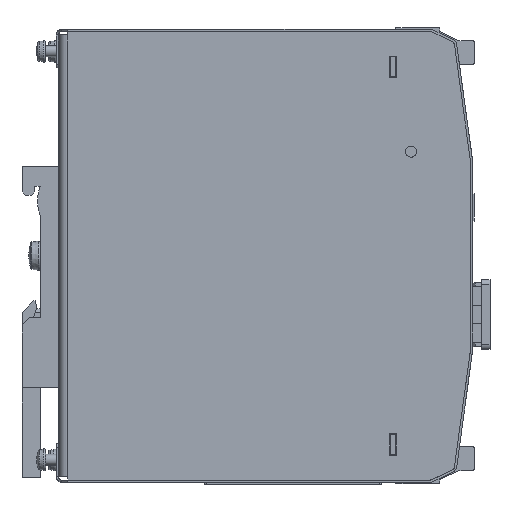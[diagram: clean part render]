
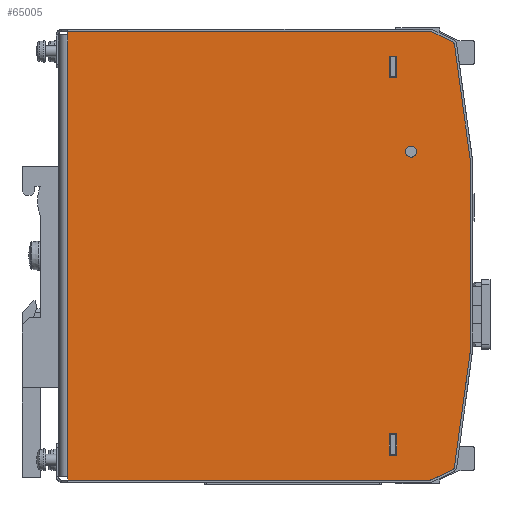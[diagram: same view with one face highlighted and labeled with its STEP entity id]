
A CAD part, left-side view. The second image highlights one B-rep face of the part: STEP entity #65005.
In plain terms, the highlighted planar face has unit normal (-1, 0, 0).
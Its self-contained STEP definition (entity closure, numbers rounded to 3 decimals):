
#860=CIRCLE('',#68699,1.5);
#11221=ORIENTED_EDGE('',*,*,#25123,.F.);
#11222=ORIENTED_EDGE('',*,*,#24851,.T.);
#11223=ORIENTED_EDGE('',*,*,#25124,.F.);
#11224=ORIENTED_EDGE('',*,*,#25125,.F.);
#11225=ORIENTED_EDGE('',*,*,#25122,.F.);
#11226=ORIENTED_EDGE('',*,*,#25126,.F.);
#11227=ORIENTED_EDGE('',*,*,#25127,.T.);
#11228=ORIENTED_EDGE('',*,*,#25118,.T.);
#11229=ORIENTED_EDGE('',*,*,#25128,.F.);
#11230=ORIENTED_EDGE('',*,*,#25129,.T.);
#11231=ORIENTED_EDGE('',*,*,#25130,.F.);
#11232=ORIENTED_EDGE('',*,*,#25131,.T.);
#11233=ORIENTED_EDGE('',*,*,#25132,.F.);
#11234=ORIENTED_EDGE('',*,*,#25133,.T.);
#11235=ORIENTED_EDGE('',*,*,#24893,.F.);
#11236=ORIENTED_EDGE('',*,*,#25134,.T.);
#11237=ORIENTED_EDGE('',*,*,#25135,.T.);
#11238=ORIENTED_EDGE('',*,*,#25136,.T.);
#11239=ORIENTED_EDGE('',*,*,#25137,.T.);
#11240=ORIENTED_EDGE('',*,*,#25138,.T.);
#11241=ORIENTED_EDGE('',*,*,#25139,.F.);
#11242=ORIENTED_EDGE('',*,*,#25140,.F.);
#11243=ORIENTED_EDGE('',*,*,#25141,.F.);
#11244=ORIENTED_EDGE('',*,*,#25142,.F.);
#11245=ORIENTED_EDGE('',*,*,#25143,.F.);
#24851=EDGE_CURVE('',#32631,#32630,#40217,.T.);
#24893=EDGE_CURVE('',#32661,#32662,#40256,.T.);
#25118=EDGE_CURVE('',#32813,#32812,#40394,.T.);
#25122=EDGE_CURVE('',#32815,#32814,#40396,.T.);
#25123=EDGE_CURVE('',#32631,#32816,#40397,.T.);
#25124=EDGE_CURVE('',#32817,#32630,#40398,.T.);
#25125=EDGE_CURVE('',#32814,#32817,#40399,.T.);
#25126=EDGE_CURVE('',#32818,#32815,#40400,.T.);
#25127=EDGE_CURVE('',#32818,#32813,#40401,.T.);
#25128=EDGE_CURVE('',#32819,#32812,#40402,.T.);
#25129=EDGE_CURVE('',#32819,#32820,#40403,.T.);
#25130=EDGE_CURVE('',#32821,#32820,#40404,.T.);
#25131=EDGE_CURVE('',#32821,#32822,#40405,.T.);
#25132=EDGE_CURVE('',#32823,#32822,#40406,.T.);
#25133=EDGE_CURVE('',#32823,#32662,#40407,.T.);
#25134=EDGE_CURVE('',#32661,#32816,#40408,.T.);
#25135=EDGE_CURVE('',#32824,#32825,#40409,.T.);
#25136=EDGE_CURVE('',#32825,#32826,#40410,.T.);
#25137=EDGE_CURVE('',#32826,#32827,#40411,.T.);
#25138=EDGE_CURVE('',#32827,#32824,#40412,.T.);
#25139=EDGE_CURVE('',#32828,#32829,#40413,.T.);
#25140=EDGE_CURVE('',#32830,#32828,#40414,.T.);
#25141=EDGE_CURVE('',#32831,#32830,#40415,.T.);
#25142=EDGE_CURVE('',#32829,#32831,#40416,.T.);
#25143=EDGE_CURVE('',#32832,#32832,#860,.T.);
#32630=VERTEX_POINT('',#97127);
#32631=VERTEX_POINT('',#97129);
#32661=VERTEX_POINT('',#97203);
#32662=VERTEX_POINT('',#97205);
#32812=VERTEX_POINT('',#98250);
#32813=VERTEX_POINT('',#98252);
#32814=VERTEX_POINT('',#98256);
#32815=VERTEX_POINT('',#98258);
#32816=VERTEX_POINT('',#98262);
#32817=VERTEX_POINT('',#98264);
#32818=VERTEX_POINT('',#98267);
#32819=VERTEX_POINT('',#98270);
#32820=VERTEX_POINT('',#98272);
#32821=VERTEX_POINT('',#98274);
#32822=VERTEX_POINT('',#98276);
#32823=VERTEX_POINT('',#98278);
#32824=VERTEX_POINT('',#98282);
#32825=VERTEX_POINT('',#98283);
#32826=VERTEX_POINT('',#98285);
#32827=VERTEX_POINT('',#98287);
#32828=VERTEX_POINT('',#98290);
#32829=VERTEX_POINT('',#98291);
#32830=VERTEX_POINT('',#98293);
#32831=VERTEX_POINT('',#98295);
#32832=VERTEX_POINT('',#98298);
#40217=LINE('',#97128,#48350);
#40256=LINE('',#97204,#48389);
#40394=LINE('',#98251,#48527);
#40396=LINE('',#98259,#48529);
#40397=LINE('',#98261,#48530);
#40398=LINE('',#98263,#48531);
#40399=LINE('',#98265,#48532);
#40400=LINE('',#98266,#48533);
#40401=LINE('',#98268,#48534);
#40402=LINE('',#98269,#48535);
#40403=LINE('',#98271,#48536);
#40404=LINE('',#98273,#48537);
#40405=LINE('',#98275,#48538);
#40406=LINE('',#98277,#48539);
#40407=LINE('',#98279,#48540);
#40408=LINE('',#98280,#48541);
#40409=LINE('',#98281,#48542);
#40410=LINE('',#98284,#48543);
#40411=LINE('',#98286,#48544);
#40412=LINE('',#98288,#48545);
#40413=LINE('',#98289,#48546);
#40414=LINE('',#98292,#48547);
#40415=LINE('',#98294,#48548);
#40416=LINE('',#98296,#48549);
#48350=VECTOR('',#78774,1000.);
#48389=VECTOR('',#78825,1000.);
#48527=VECTOR('',#79161,1000.);
#48529=VECTOR('',#79169,1000.);
#48530=VECTOR('',#79172,1000.);
#48531=VECTOR('',#79173,1000.);
#48532=VECTOR('',#79174,1000.);
#48533=VECTOR('',#79175,1000.);
#48534=VECTOR('',#79176,1000.);
#48535=VECTOR('',#79177,1000.);
#48536=VECTOR('',#79178,1000.);
#48537=VECTOR('',#79179,1000.);
#48538=VECTOR('',#79180,1000.);
#48539=VECTOR('',#79181,1000.);
#48540=VECTOR('',#79182,1000.);
#48541=VECTOR('',#79183,1000.);
#48542=VECTOR('',#79184,1000.);
#48543=VECTOR('',#79185,1000.);
#48544=VECTOR('',#79186,1000.);
#48545=VECTOR('',#79187,1000.);
#48546=VECTOR('',#79188,1000.);
#48547=VECTOR('',#79189,1000.);
#48548=VECTOR('',#79190,1000.);
#48549=VECTOR('',#79191,1000.);
#54110=EDGE_LOOP('',(#11221,#11222,#11223,#11224,#11225,#11226,#11227,#11228,
#11229,#11230,#11231,#11232,#11233,#11234,#11235,#11236));
#54111=EDGE_LOOP('',(#11237,#11238,#11239,#11240));
#54112=EDGE_LOOP('',(#11241,#11242,#11243,#11244));
#54113=EDGE_LOOP('',(#11245));
#58340=FACE_BOUND('',#54110,.T.);
#58341=FACE_BOUND('',#54111,.T.);
#58342=FACE_BOUND('',#54112,.T.);
#58343=FACE_BOUND('',#54113,.T.);
#62019=PLANE('',#68698);
#65005=ADVANCED_FACE('',(#58340,#58341,#58342,#58343),#62019,.T.);
#68698=AXIS2_PLACEMENT_3D('',#98260,#79170,#79171);
#68699=AXIS2_PLACEMENT_3D('',#98297,#79192,#79193);
#78774=DIRECTION('',(0.,0.974,0.225));
#78825=DIRECTION('',(0.,-0.136,-0.991));
#79161=DIRECTION('',(0.,-0.974,0.225));
#79169=DIRECTION('',(0.,0.,1.));
#79170=DIRECTION('',(-1.,0.,0.));
#79171=DIRECTION('',(0.,0.,1.));
#79172=DIRECTION('',(0.,-0.899,-0.438));
#79173=DIRECTION('',(0.,-1.,0.));
#79174=DIRECTION('',(0.,0.,1.));
#79175=DIRECTION('',(0.,0.,1.));
#79176=DIRECTION('',(0.,-1.,0.));
#79177=DIRECTION('',(0.,0.899,-0.438));
#79178=DIRECTION('',(0.,-0.586,0.81));
#79179=DIRECTION('',(0.,0.136,-0.991));
#79180=DIRECTION('',(0.,-0.068,0.998));
#79181=DIRECTION('',(0.,0.,-1.));
#79182=DIRECTION('',(0.,0.068,0.998));
#79183=DIRECTION('',(0.,0.586,0.81));
#79184=DIRECTION('',(0.,-1.,0.));
#79185=DIRECTION('',(0.,0.,-1.));
#79186=DIRECTION('',(0.,1.,0.));
#79187=DIRECTION('',(0.,0.,1.));
#79188=DIRECTION('',(0.,-1.,0.));
#79189=DIRECTION('',(0.,0.,-1.));
#79190=DIRECTION('',(0.,1.,0.));
#79191=DIRECTION('',(0.,0.,1.));
#79192=DIRECTION('',(-1.,0.,0.));
#79193=DIRECTION('',(0.,-1.,0.));
#97127=CARTESIAN_POINT('',(-22.5,-43.161,61.5));
#97128=CARTESIAN_POINT('',(-22.5,26.386,77.556));
#97129=CARTESIAN_POINT('',(-22.5,-44.11,61.281));
#97203=CARTESIAN_POINT('',(-22.5,-50.059,57.917));
#97204=CARTESIAN_POINT('',(-22.5,-64.104,-44.725));
#97205=CARTESIAN_POINT('',(-22.5,-54.442,25.885));
#98250=CARTESIAN_POINT('',(-22.5,-44.11,-61.281));
#98251=CARTESIAN_POINT('',(-22.5,53.346,-83.78));
#98252=CARTESIAN_POINT('',(-22.5,-43.161,-61.5));
#98256=CARTESIAN_POINT('',(-22.5,55.99,60.5));
#98258=CARTESIAN_POINT('',(-22.5,55.99,-60.5));
#98259=CARTESIAN_POINT('',(-22.5,55.99,-61.5));
#98260=CARTESIAN_POINT('',(-22.5,58.49,-61.5));
#98261=CARTESIAN_POINT('',(-22.5,-9.603,78.111));
#98262=CARTESIAN_POINT('',(-22.5,-49.542,58.632));
#98263=CARTESIAN_POINT('',(-22.5,58.49,61.5));
#98264=CARTESIAN_POINT('',(-22.5,55.99,61.5));
#98265=CARTESIAN_POINT('',(-22.5,55.99,-61.5));
#98266=CARTESIAN_POINT('',(-22.5,55.99,-61.5));
#98267=CARTESIAN_POINT('',(-22.5,55.99,-61.5));
#98268=CARTESIAN_POINT('',(-22.5,58.49,-61.5));
#98269=CARTESIAN_POINT('',(-22.5,38.86,-101.748));
#98270=CARTESIAN_POINT('',(-22.5,-49.542,-58.632));
#98271=CARTESIAN_POINT('',(-22.5,-11.042,-111.825));
#98272=CARTESIAN_POINT('',(-22.5,-50.059,-57.917));
#98273=CARTESIAN_POINT('',(-22.5,-47.583,-76.014));
#98274=CARTESIAN_POINT('',(-22.5,-54.442,-25.885));
#98275=CARTESIAN_POINT('',(-22.5,-51.507,-68.991));
#98276=CARTESIAN_POINT('',(-22.5,-54.51,-24.89));
#98277=CARTESIAN_POINT('',(-22.5,-54.51,-61.5));
#98278=CARTESIAN_POINT('',(-22.5,-54.51,24.89));
#98279=CARTESIAN_POINT('',(-22.5,-59.844,-53.442));
#98280=CARTESIAN_POINT('',(-22.5,-69.463,31.108));
#98281=CARTESIAN_POINT('',(-22.5,-32.205,54.7));
#98282=CARTESIAN_POINT('',(-22.5,-32.205,54.7));
#98283=CARTESIAN_POINT('',(-22.5,-34.205,54.7));
#98284=CARTESIAN_POINT('',(-22.5,-34.205,54.7));
#98285=CARTESIAN_POINT('',(-22.5,-34.205,48.8));
#98286=CARTESIAN_POINT('',(-22.5,-34.205,48.8));
#98287=CARTESIAN_POINT('',(-22.5,-32.205,48.8));
#98288=CARTESIAN_POINT('',(-22.5,-32.205,48.8));
#98289=CARTESIAN_POINT('',(-22.5,-32.205,-54.7));
#98290=CARTESIAN_POINT('',(-22.5,-32.205,-54.7));
#98291=CARTESIAN_POINT('',(-22.5,-34.205,-54.7));
#98292=CARTESIAN_POINT('',(-22.5,-32.205,-48.8));
#98293=CARTESIAN_POINT('',(-22.5,-32.205,-48.8));
#98294=CARTESIAN_POINT('',(-22.5,-34.205,-48.8));
#98295=CARTESIAN_POINT('',(-22.5,-34.205,-48.8));
#98296=CARTESIAN_POINT('',(-22.5,-34.205,-54.7));
#98297=CARTESIAN_POINT('',(-22.5,-38.165,28.51));
#98298=CARTESIAN_POINT('',(-22.5,-39.665,28.51));
